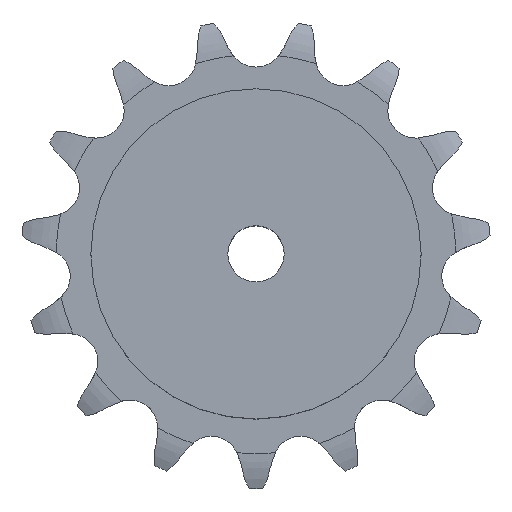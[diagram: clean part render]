
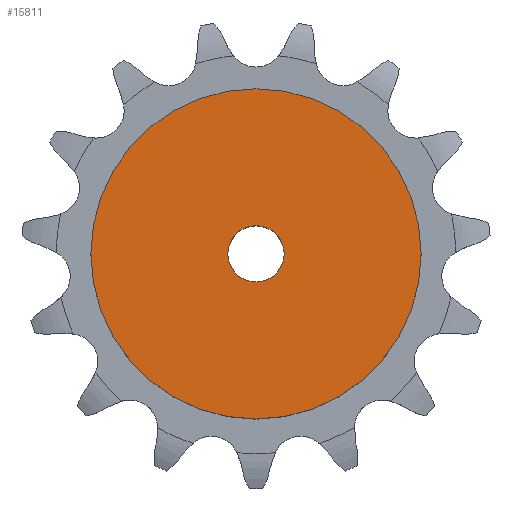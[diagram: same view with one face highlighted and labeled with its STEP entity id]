
A CAD part, top view. The second image highlights one B-rep face of the part: STEP entity #15811.
In plain terms, the highlighted planar face has unit normal (0, 0, 1).
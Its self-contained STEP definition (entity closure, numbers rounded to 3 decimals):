
#3140 = CYLINDRICAL_SURFACE('',#3141,23.5);
#3141 = AXIS2_PLACEMENT_3D('',#3142,#3143,#3144);
#3142 = CARTESIAN_POINT('',(0.,0.,0.));
#3143 = DIRECTION('',(-0.,-0.,-1.));
#3144 = DIRECTION('',(1.,0.,0.));
#11894 = VERTEX_POINT('',#11895);
#11895 = CARTESIAN_POINT('',(23.5,0.,16.));
#11916 = EDGE_CURVE('',#11894,#11894,#11917,.T.);
#11917 = SURFACE_CURVE('',#11918,(#11923,#11930),.PCURVE_S1.);
#11918 = CIRCLE('',#11919,23.5);
#11919 = AXIS2_PLACEMENT_3D('',#11920,#11921,#11922);
#11920 = CARTESIAN_POINT('',(0.,0.,16.));
#11921 = DIRECTION('',(0.,0.,1.));
#11922 = DIRECTION('',(1.,0.,0.));
#11923 = PCURVE('',#3140,#11924);
#11924 = DEFINITIONAL_REPRESENTATION('',(#11925),#11929);
#11925 = LINE('',#11926,#11927);
#11926 = CARTESIAN_POINT('',(-0.,-16.));
#11927 = VECTOR('',#11928,1.);
#11928 = DIRECTION('',(-1.,0.));
#11929 = ( GEOMETRIC_REPRESENTATION_CONTEXT(2) 
PARAMETRIC_REPRESENTATION_CONTEXT() REPRESENTATION_CONTEXT('2D SPACE',''
  ) );
#11930 = PCURVE('',#11931,#11936);
#11931 = PLANE('',#11932);
#11932 = AXIS2_PLACEMENT_3D('',#11933,#11934,#11935);
#11933 = CARTESIAN_POINT('',(0.,0.,16.)
  );
#11934 = DIRECTION('',(0.,0.,1.));
#11935 = DIRECTION('',(1.,0.,0.));
#11936 = DEFINITIONAL_REPRESENTATION('',(#11937),#11941);
#11937 = CIRCLE('',#11938,23.5);
#11938 = AXIS2_PLACEMENT_2D('',#11939,#11940);
#11939 = CARTESIAN_POINT('',(0.,0.));
#11940 = DIRECTION('',(1.,0.));
#11941 = ( GEOMETRIC_REPRESENTATION_CONTEXT(2) 
PARAMETRIC_REPRESENTATION_CONTEXT() REPRESENTATION_CONTEXT('2D SPACE',''
  ) );
#14190 = CYLINDRICAL_SURFACE('',#14191,4.);
#14191 = AXIS2_PLACEMENT_3D('',#14192,#14193,#14194);
#14192 = CARTESIAN_POINT('',(0.,0.,109.164));
#14193 = DIRECTION('',(0.,0.,1.));
#14194 = DIRECTION('',(1.,0.,0.));
#15811 = ADVANCED_FACE('',(#15812,#15815),#11931,.T.);
#15812 = FACE_BOUND('',#15813,.T.);
#15813 = EDGE_LOOP('',(#15814));
#15814 = ORIENTED_EDGE('',*,*,#11916,.T.);
#15815 = FACE_BOUND('',#15816,.T.);
#15816 = EDGE_LOOP('',(#15817));
#15817 = ORIENTED_EDGE('',*,*,#15818,.F.);
#15818 = EDGE_CURVE('',#15819,#15819,#15821,.T.);
#15819 = VERTEX_POINT('',#15820);
#15820 = CARTESIAN_POINT('',(4.,0.,16.));
#15821 = SURFACE_CURVE('',#15822,(#15827,#15834),.PCURVE_S1.);
#15822 = CIRCLE('',#15823,4.);
#15823 = AXIS2_PLACEMENT_3D('',#15824,#15825,#15826);
#15824 = CARTESIAN_POINT('',(0.,0.,16.));
#15825 = DIRECTION('',(0.,0.,1.));
#15826 = DIRECTION('',(1.,0.,0.));
#15827 = PCURVE('',#11931,#15828);
#15828 = DEFINITIONAL_REPRESENTATION('',(#15829),#15833);
#15829 = CIRCLE('',#15830,4.);
#15830 = AXIS2_PLACEMENT_2D('',#15831,#15832);
#15831 = CARTESIAN_POINT('',(0.,0.));
#15832 = DIRECTION('',(1.,0.));
#15833 = ( GEOMETRIC_REPRESENTATION_CONTEXT(2) 
PARAMETRIC_REPRESENTATION_CONTEXT() REPRESENTATION_CONTEXT('2D SPACE',''
  ) );
#15834 = PCURVE('',#14190,#15835);
#15835 = DEFINITIONAL_REPRESENTATION('',(#15836),#15840);
#15836 = LINE('',#15837,#15838);
#15837 = CARTESIAN_POINT('',(0.,-93.164));
#15838 = VECTOR('',#15839,1.);
#15839 = DIRECTION('',(1.,0.));
#15840 = ( GEOMETRIC_REPRESENTATION_CONTEXT(2) 
PARAMETRIC_REPRESENTATION_CONTEXT() REPRESENTATION_CONTEXT('2D SPACE',''
  ) );
